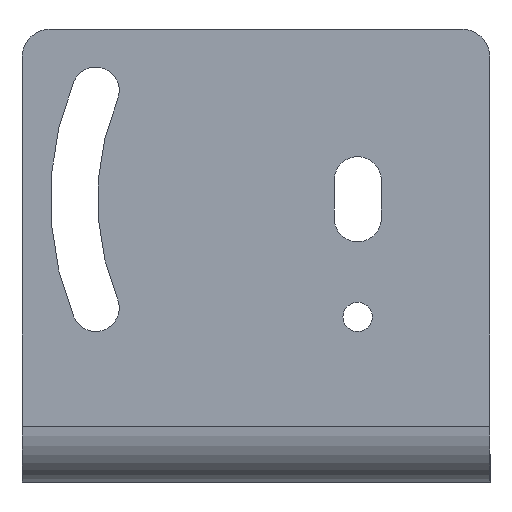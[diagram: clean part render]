
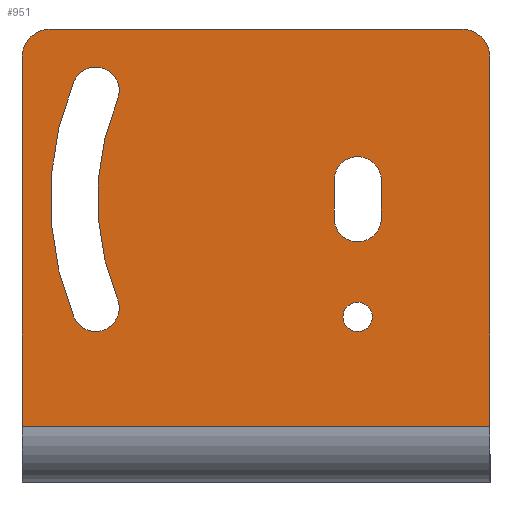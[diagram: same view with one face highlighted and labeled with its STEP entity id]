
A CAD part, left-side view. The second image highlights one B-rep face of the part: STEP entity #951.
In plain terms, the highlighted planar face has unit normal (-1, 0, 0).
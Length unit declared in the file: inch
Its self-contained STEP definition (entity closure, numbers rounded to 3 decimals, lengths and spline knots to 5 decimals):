
#223=DIRECTION('',(0.,0.,1.));
#224=VECTOR('',#223,1.53543);
#225=CARTESIAN_POINT('',(-5.42471,0.97441,
0.11811));
#226=LINE('',#225,#224);
#227=CARTESIAN_POINT('',(-5.42471,0.8563,1.65354));
#228=DIRECTION('',(1.,0.,0.));
#229=DIRECTION('',(0.,1.,0.));
#230=AXIS2_PLACEMENT_3D('',#227,#228,#229);
#232=DIRECTION('',(0.,-1.,0.));
#233=VECTOR('',#232,1.7126);
#234=CARTESIAN_POINT('',(-5.42471,0.8563,1.77165));
#235=LINE('',#234,#233);
#236=CARTESIAN_POINT('',(-5.42471,-0.8563,
1.65354));
#237=DIRECTION('',(1.,0.,0.));
#238=DIRECTION('',(0.,0.,1.));
#239=AXIS2_PLACEMENT_3D('',#236,#237,#238);
#241=DIRECTION('',(0.,0.,-1.));
#242=VECTOR('',#241,1.53543);
#243=CARTESIAN_POINT('',(-5.42471,-0.97441,
1.65354));
#244=LINE('',#243,#242);
#245=CARTESIAN_POINT('',(-5.42471,0.66797,
0.611));
#246=DIRECTION('',(1.,0.,0.));
#247=DIRECTION('',(0.,-0.924,0.383));
#248=AXIS2_PLACEMENT_3D('',#245,#246,#247);
#250=CARTESIAN_POINT('',(-5.42471,-0.42323,
1.06299));
#251=DIRECTION('',(1.,0.,0.));
#252=DIRECTION('',(0.,0.924,-0.383));
#253=AXIS2_PLACEMENT_3D('',#250,#251,#252);
#255=CARTESIAN_POINT('',(-5.42471,0.66797,1.51498));
#256=DIRECTION('',(1.,0.,0.));
#257=DIRECTION('',(0.,0.924,0.383));
#258=AXIS2_PLACEMENT_3D('',#255,#256,#257);
#260=CARTESIAN_POINT('',(-5.42471,-0.42323,
1.06299));
#261=DIRECTION('',(1.,0.,0.));
#262=DIRECTION('',(0.,0.924,-0.383));
#263=AXIS2_PLACEMENT_3D('',#260,#261,#262);
#265=DIRECTION('',(0.,0.,-1.));
#266=VECTOR('',#265,0.15748);
#267=CARTESIAN_POINT('',(-5.42471,-0.3248,
1.14173));
#268=LINE('',#267,#266);
#269=CARTESIAN_POINT('',(-5.42471,-0.42323,
0.98425));
#270=DIRECTION('',(1.,0.,0.));
#271=DIRECTION('',(0.,-1.,0.));
#272=AXIS2_PLACEMENT_3D('',#269,#270,#271);
#274=DIRECTION('',(0.,0.,1.));
#275=VECTOR('',#274,0.15748);
#276=CARTESIAN_POINT('',(-5.42471,-0.52165,
0.98425));
#277=LINE('',#276,#275);
#278=CARTESIAN_POINT('',(-5.42471,-0.42323,
1.14173));
#279=DIRECTION('',(1.,0.,0.));
#280=DIRECTION('',(0.,1.,0.));
#281=AXIS2_PLACEMENT_3D('',#278,#279,#280);
#283=CARTESIAN_POINT('',(-5.42471,-0.42323,
0.57283));
#284=DIRECTION('',(1.,0.,0.));
#285=DIRECTION('',(0.,0.,1.));
#286=AXIS2_PLACEMENT_3D('',#283,#284,#285);
#288=CARTESIAN_POINT('',(-5.42471,-0.42323,
0.57283));
#289=DIRECTION('',(1.,0.,0.));
#290=DIRECTION('',(0.,0.,-1.));
#291=AXIS2_PLACEMENT_3D('',#288,#289,#290);
#293=DIRECTION('',(0.,1.,0.));
#294=VECTOR('',#293,1.94882);
#295=CARTESIAN_POINT('',(-5.42471,-0.97441,
0.11811));
#296=LINE('',#295,#294);
#489=CARTESIAN_POINT('',(-5.42471,0.97441,1.65354));
#490=CARTESIAN_POINT('',(-5.42471,0.8563,1.77165));
#491=VERTEX_POINT('',#489);
#492=VERTEX_POINT('',#490);
#493=CARTESIAN_POINT('',(-5.42471,-0.8563,
1.77165));
#494=VERTEX_POINT('',#493);
#495=CARTESIAN_POINT('',(-5.42471,-0.97441,
1.65354));
#496=VERTEX_POINT('',#495);
#569=CARTESIAN_POINT('',(-5.42471,-0.42323,
0.63386));
#570=CARTESIAN_POINT('',(-5.42471,-0.42323,
0.51181));
#571=VERTEX_POINT('',#569);
#572=VERTEX_POINT('',#570);
#573=CARTESIAN_POINT('',(-5.42471,-0.3248,
1.14173));
#574=CARTESIAN_POINT('',(-5.42471,-0.3248,
0.98425));
#575=VERTEX_POINT('',#573);
#576=VERTEX_POINT('',#574);
#577=CARTESIAN_POINT('',(-5.42471,-0.52165,
0.98425));
#578=VERTEX_POINT('',#577);
#579=CARTESIAN_POINT('',(-5.42471,-0.52165,
1.14173));
#580=VERTEX_POINT('',#579);
#581=CARTESIAN_POINT('',(-5.42471,0.57703,
0.64867));
#582=CARTESIAN_POINT('',(-5.42471,0.7589,
0.57334));
#583=VERTEX_POINT('',#581);
#584=VERTEX_POINT('',#582);
#585=CARTESIAN_POINT('',(-5.42471,0.57703,1.47731));
#586=VERTEX_POINT('',#585);
#587=CARTESIAN_POINT('',(-5.42471,0.7589,1.55265));
#588=VERTEX_POINT('',#587);
#601=CARTESIAN_POINT('',(-5.42471,0.97441,
0.11811));
#602=VERTEX_POINT('',#601);
#603=CARTESIAN_POINT('',(-5.42471,-0.97441,
0.11811));
#604=VERTEX_POINT('',#603);
#911=CARTESIAN_POINT('',(-5.42471,0.,-5.31496));
#912=DIRECTION('',(1.,0.,0.));
#913=DIRECTION('',(0.,0.,-1.));
#914=AXIS2_PLACEMENT_3D('',#911,#912,#913);
#915=PLANE('',#914);
#917=ORIENTED_EDGE('',*,*,#916,.T.);
#918=ORIENTED_EDGE('',*,*,#865,.T.);
#919=ORIENTED_EDGE('',*,*,#878,.T.);
#920=ORIENTED_EDGE('',*,*,#892,.T.);
#921=ORIENTED_EDGE('',*,*,#905,.T.);
#922=ORIENTED_EDGE('',*,*,#722,.T.);
#923=EDGE_LOOP('',(#917,#918,#919,#920,#921,#922));
#924=FACE_OUTER_BOUND('',#923,.F.);
#926=ORIENTED_EDGE('',*,*,#925,.F.);
#928=ORIENTED_EDGE('',*,*,#927,.T.);
#930=ORIENTED_EDGE('',*,*,#929,.F.);
#932=ORIENTED_EDGE('',*,*,#931,.F.);
#933=EDGE_LOOP('',(#926,#928,#930,#932));
#934=FACE_BOUND('',#933,.F.);
#936=ORIENTED_EDGE('',*,*,#935,.T.);
#938=ORIENTED_EDGE('',*,*,#937,.F.);
#940=ORIENTED_EDGE('',*,*,#939,.T.);
#942=ORIENTED_EDGE('',*,*,#941,.F.);
#943=EDGE_LOOP('',(#936,#938,#940,#942));
#944=FACE_BOUND('',#943,.F.);
#946=ORIENTED_EDGE('',*,*,#945,.F.);
#948=ORIENTED_EDGE('',*,*,#947,.F.);
#949=EDGE_LOOP('',(#946,#948));
#950=FACE_BOUND('',#949,.F.);
#951=ADVANCED_FACE('',(#924,#934,#944,#950),#915,.F.);
#231=CIRCLE('',#230,0.11811);
#240=CIRCLE('',#239,0.11811);
#249=CIRCLE('',#248,0.09843);
#254=CIRCLE('',#253,1.08268);
#259=CIRCLE('',#258,0.09843);
#264=CIRCLE('',#263,1.27953);
#273=CIRCLE('',#272,0.09843);
#282=CIRCLE('',#281,0.09843);
#287=CIRCLE('',#286,0.06102);
#292=CIRCLE('',#291,0.06102);
#722=EDGE_CURVE('',#496,#604,#244,.T.);
#865=EDGE_CURVE('',#602,#491,#226,.T.);
#878=EDGE_CURVE('',#491,#492,#231,.T.);
#892=EDGE_CURVE('',#492,#494,#235,.T.);
#905=EDGE_CURVE('',#494,#496,#240,.T.);
#916=EDGE_CURVE('',#604,#602,#296,.T.);
#925=EDGE_CURVE('',#583,#584,#249,.T.);
#927=EDGE_CURVE('',#583,#586,#254,.T.);
#929=EDGE_CURVE('',#588,#586,#259,.T.);
#931=EDGE_CURVE('',#584,#588,#264,.T.);
#935=EDGE_CURVE('',#575,#576,#268,.T.);
#937=EDGE_CURVE('',#578,#576,#273,.T.);
#939=EDGE_CURVE('',#578,#580,#277,.T.);
#941=EDGE_CURVE('',#575,#580,#282,.T.);
#945=EDGE_CURVE('',#571,#572,#287,.T.);
#947=EDGE_CURVE('',#572,#571,#292,.T.);
